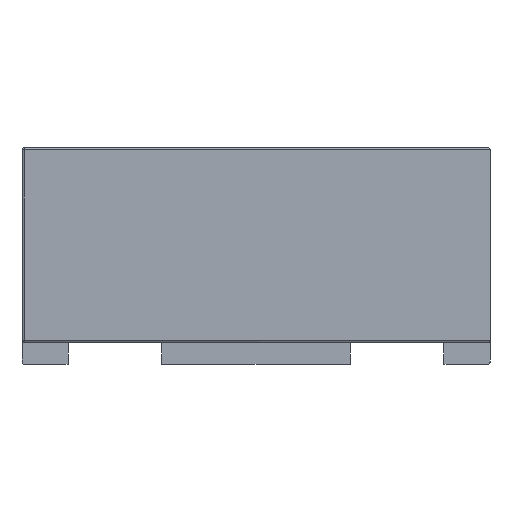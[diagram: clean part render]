
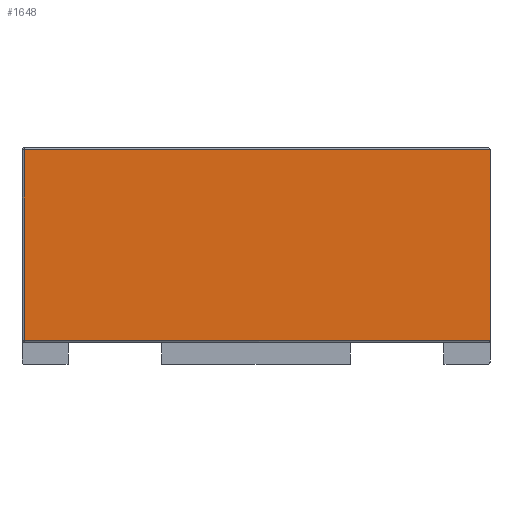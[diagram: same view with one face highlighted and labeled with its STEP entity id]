
A CAD part, front view. The second image highlights one B-rep face of the part: STEP entity #1648.
In plain terms, the highlighted planar face has unit normal (0, -1, 0).
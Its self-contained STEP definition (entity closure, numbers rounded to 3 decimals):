
#44=PLANE($,#1803);
#88=LINE($,#2400,#255);
#171=LINE($,#2629,#338);
#176=LINE($,#2683,#343);
#180=LINE($,#2694,#347);
#255=VECTOR($,#1900,24.4);
#338=VECTOR($,#2107,59.7);
#343=VECTOR($,#2134,24.4);
#347=VECTOR($,#2148,59.7);
#498=FACE_OUTER_BOUND($,#597,.T.);
#597=EDGE_LOOP($,(#1361,#1362,#1363,#1364));
#732=VERTEX_POINT($,#2397);
#733=VERTEX_POINT($,#2399);
#816=VERTEX_POINT($,#2620);
#822=VERTEX_POINT($,#2658);
#887=EDGE_CURVE($,#733,#732,#88,.T.);
#1005=EDGE_CURVE($,#733,#816,#171,.T.);
#1018=EDGE_CURVE($,#816,#822,#176,.T.);
#1024=EDGE_CURVE($,#822,#732,#180,.T.);
#1361=ORIENTED_EDGE($,*,*,#1024,.F.);
#1362=ORIENTED_EDGE($,*,*,#1018,.F.);
#1363=ORIENTED_EDGE($,*,*,#1005,.F.);
#1364=ORIENTED_EDGE($,*,*,#887,.T.);
#1648=ADVANCED_FACE($,(#498),#44,.T.);
#1803=AXIS2_PLACEMENT_3D($,#2737,#2174,#2175);
#1900=DIRECTION($,(0.,0.,1.));
#2107=DIRECTION($,(-1.,0.,0.));
#2134=DIRECTION($,(0.,0.,1.));
#2148=DIRECTION($,(1.,0.,0.));
#2174=DIRECTION('center_axis',(0.,-1.,0.));
#2175=DIRECTION('ref_axis',(1.,0.,0.));
#2397=CARTESIAN_POINT('',(60.,-14.,24.7));
#2399=CARTESIAN_POINT('',(60.,-14.,0.3));
#2400=CARTESIAN_POINT($,(60.,-14.,0.3));
#2620=CARTESIAN_POINT('',(0.3,-14.,0.3));
#2629=CARTESIAN_POINT($,(60.,-14.,0.3));
#2658=CARTESIAN_POINT('',(0.3,-14.,24.7));
#2683=CARTESIAN_POINT($,(0.3,-14.,0.3));
#2694=CARTESIAN_POINT($,(0.3,-14.,24.7));
#2737=CARTESIAN_POINT('Origin',(0.,-14.,0.));
